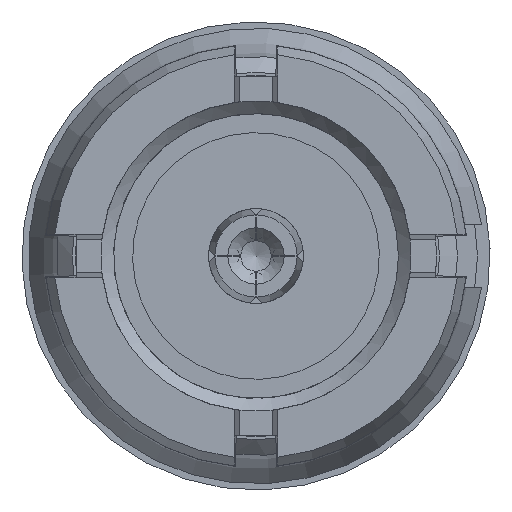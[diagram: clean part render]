
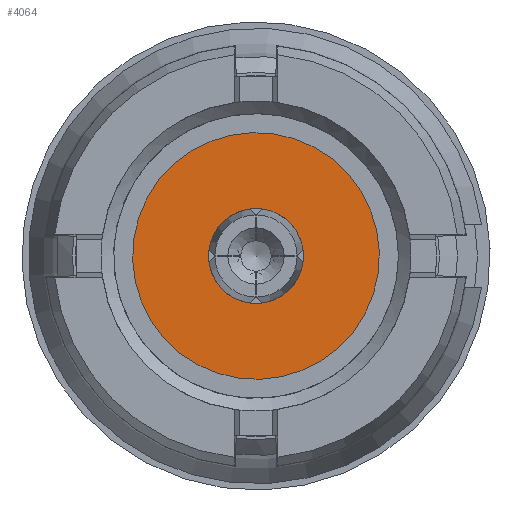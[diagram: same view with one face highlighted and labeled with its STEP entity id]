
A CAD part, front view. The second image highlights one B-rep face of the part: STEP entity #4064.
In plain terms, the highlighted planar face has unit normal (0, -1, 0).
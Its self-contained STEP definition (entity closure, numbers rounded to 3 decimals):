
#389=PLANE('',#4475);
#1187=ORIENTED_EDGE('',*,*,#1683,.T.);
#1188=ORIENTED_EDGE('',*,*,#1684,.F.);
#1683=EDGE_CURVE('',#1990,#1990,#2179,.T.);
#1684=EDGE_CURVE('',#1991,#1991,#2180,.T.);
#1990=VERTEX_POINT('',#6416);
#1991=VERTEX_POINT('',#6419);
#2179=CIRCLE('',#4474,0.375);
#2180=CIRCLE('',#4476,0.975);
#2380=EDGE_LOOP('',(#1187));
#2381=EDGE_LOOP('',(#1188));
#2595=FACE_BOUND('',#2380,.T.);
#2596=FACE_BOUND('',#2381,.T.);
#4064=ADVANCED_FACE('',(#2595,#2596),#389,.F.);
#4474=AXIS2_PLACEMENT_3D('',#6415,#5341,#5342);
#4475=AXIS2_PLACEMENT_3D('',#6417,#5343,#5344);
#4476=AXIS2_PLACEMENT_3D('',#6418,#5345,#5346);
#5341=DIRECTION('',(0.,1.,0.));
#5342=DIRECTION('',(0.744,0.,0.668));
#5343=DIRECTION('',(0.,1.,0.));
#5344=DIRECTION('',(-0.744,0.,-0.668));
#5345=DIRECTION('',(0.,1.,0.));
#5346=DIRECTION('',(-0.668,0.,0.744));
#6415=CARTESIAN_POINT('',(0.,-76.15,0.));
#6416=CARTESIAN_POINT('',(0.279,-76.15,0.25));
#6417=CARTESIAN_POINT('',(0.,-76.15,0.));
#6418=CARTESIAN_POINT('',(0.,-76.15,0.));
#6419=CARTESIAN_POINT('',(-0.651,-76.15,0.726));
